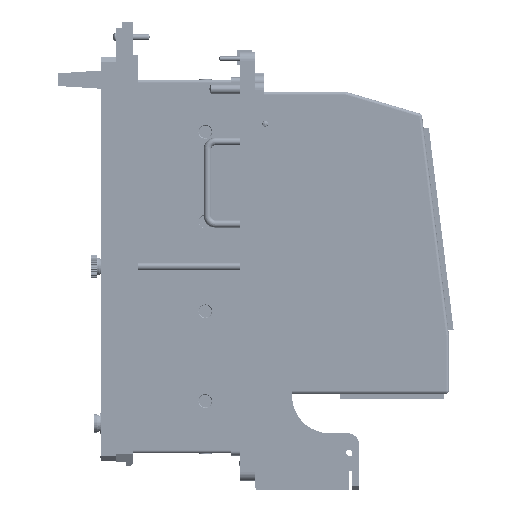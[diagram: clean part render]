
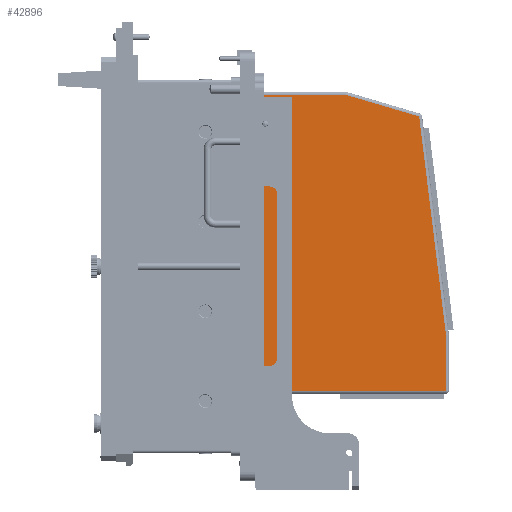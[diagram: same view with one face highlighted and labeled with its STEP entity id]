
A CAD part, left-side view. The second image highlights one B-rep face of the part: STEP entity #42896.
In plain terms, the highlighted planar face has unit normal (-1, 0, 0).
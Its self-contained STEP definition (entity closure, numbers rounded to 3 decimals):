
#638 = LINE ( 'NONE', #56148, #119207 ) ;
#4226 = ORIENTED_EDGE ( 'NONE', *, *, #125667, .F. ) ;
#5596 = LINE ( 'NONE', #36808, #8867 ) ;
#8102 = PLANE ( 'NONE',  #55725 ) ;
#8867 = VECTOR ( 'NONE', #88291, 1000. ) ;
#14618 = CARTESIAN_POINT ( 'NONE',  ( -75.5, 19.983, 84.453 ) ) ;
#22249 = ORIENTED_EDGE ( 'NONE', *, *, #90630, .T. ) ;
#25951 = CARTESIAN_POINT ( 'NONE',  ( -75.5, 2., -62.009 ) ) ;
#30845 = VERTEX_POINT ( 'NONE', #118998 ) ;
#32334 = CARTESIAN_POINT ( 'NONE',  ( -75.5, 124., 99. ) ) ;
#32968 = VECTOR ( 'NONE', #71109, 1000. ) ;
#34995 = VECTOR ( 'NONE', #82669, 1000. ) ;
#36808 = CARTESIAN_POINT ( 'NONE',  ( -75.5, 124., 101. ) ) ;
#38403 = VERTEX_POINT ( 'NONE', #25951 ) ;
#39602 = EDGE_CURVE ( 'NONE', #101829, #38403, #63759, .T. ) ;
#42896 = ADVANCED_FACE ( 'NONE', ( #65708 ), #8102, .F. ) ;
#43124 = ORIENTED_EDGE ( 'NONE', *, *, #39602, .T. ) ;
#52177 = CARTESIAN_POINT ( 'NONE',  ( -75.5, 2., -61.887 ) ) ;
#52261 = CARTESIAN_POINT ( 'NONE',  ( -75.5, 129., 99. ) ) ;
#54491 = DIRECTION ( 'NONE',  ( 0., 0.122, 0.993 ) ) ;
#55725 = AXIS2_PLACEMENT_3D ( 'NONE', #70348, #120599, #60473 ) ;
#56148 = CARTESIAN_POINT ( 'NONE',  ( -75.5, 129., -99. ) ) ;
#57913 = VERTEX_POINT ( 'NONE', #109068 ) ;
#60473 = DIRECTION ( 'NONE',  ( 0., 0., -1. ) ) ;
#61148 = DIRECTION ( 'NONE',  ( 0., 0.959, 0.283 ) ) ;
#63759 = LINE ( 'NONE', #52177, #34995 ) ;
#64355 = CARTESIAN_POINT ( 'NONE',  ( -75.5, 23.604, 113.941 ) ) ;
#65708 = FACE_OUTER_BOUND ( 'NONE', #119752, .T. ) ;
#66775 = EDGE_CURVE ( 'NONE', #106489, #30845, #123858, .T. ) ;
#67190 = EDGE_CURVE ( 'NONE', #57913, #101829, #638, .T. ) ;
#67554 = VERTEX_POINT ( 'NONE', #32334 ) ;
#70348 = CARTESIAN_POINT ( 'NONE',  ( -75.5, 129., 101. ) ) ;
#71109 = DIRECTION ( 'NONE',  ( 0., 1., 0. ) ) ;
#78159 = CARTESIAN_POINT ( 'NONE',  ( -75.5, 2., -99. ) ) ;
#82669 = DIRECTION ( 'NONE',  ( 0., 0., 1. ) ) ;
#86826 = ORIENTED_EDGE ( 'NONE', *, *, #67190, .T. ) ;
#87925 = DIRECTION ( 'NONE',  ( 0., -1., 0. ) ) ;
#88291 = DIRECTION ( 'NONE',  ( 0., 0., 1. ) ) ;
#90630 = EDGE_CURVE ( 'NONE', #30845, #67554, #116462, .T. ) ;
#92797 = VECTOR ( 'NONE', #54491, 1000. ) ;
#94544 = ORIENTED_EDGE ( 'NONE', *, *, #118282, .T. ) ;
#101829 = VERTEX_POINT ( 'NONE', #78159 ) ;
#102192 = ORIENTED_EDGE ( 'NONE', *, *, #66775, .T. ) ;
#106489 = VERTEX_POINT ( 'NONE', #14618 ) ;
#108884 = LINE ( 'NONE', #64355, #92797 ) ;
#109068 = CARTESIAN_POINT ( 'NONE',  ( -75.5, 124., -99. ) ) ;
#116462 = LINE ( 'NONE', #52261, #32968 ) ;
#118282 = EDGE_CURVE ( 'NONE', #38403, #106489, #108884, .T. ) ;
#118998 = CARTESIAN_POINT ( 'NONE',  ( -75.5, 69.289, 99. ) ) ;
#119207 = VECTOR ( 'NONE', #87925, 1000. ) ;
#119752 = EDGE_LOOP ( 'NONE', ( #4226, #86826, #43124, #94544, #102192, #22249 ) ) ;
#120599 = DIRECTION ( 'NONE',  ( 1., 0., 0. ) ) ;
#121700 = CARTESIAN_POINT ( 'NONE',  ( -75.5, 124.761, 115.366 ) ) ;
#123858 = LINE ( 'NONE', #121700, #125409 ) ;
#125409 = VECTOR ( 'NONE', #61148, 1000. ) ;
#125667 = EDGE_CURVE ( 'NONE', #57913, #67554, #5596, .T. ) ;
